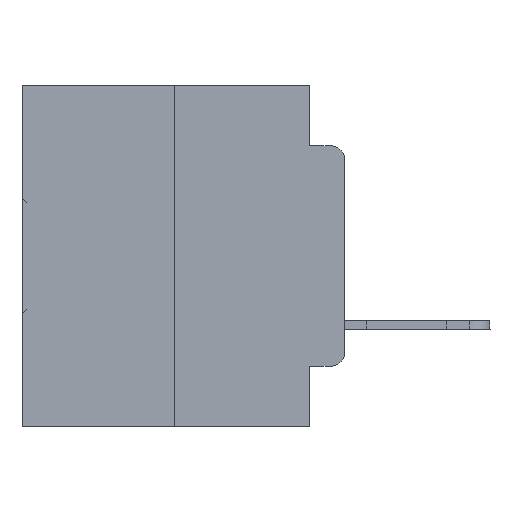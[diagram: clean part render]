
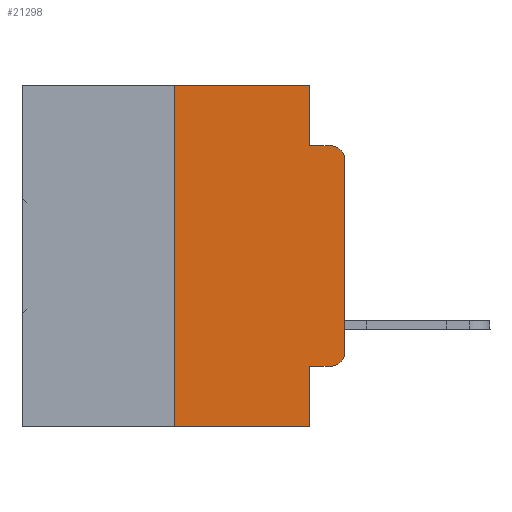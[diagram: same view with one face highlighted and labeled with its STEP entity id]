
A CAD part, left-side view. The second image highlights one B-rep face of the part: STEP entity #21298.
In plain terms, the highlighted planar face has unit normal (-1, 0, 0).
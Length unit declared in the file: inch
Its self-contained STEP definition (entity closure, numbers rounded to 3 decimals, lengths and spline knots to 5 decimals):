
#228 = CARTESIAN_POINT ( 'NONE',  ( 0., 0.051, -0.0885 ) ) ;
#375 = CARTESIAN_POINT ( 'NONE',  ( 0., 0.051, 0. ) ) ;
#1493 = ORIENTED_EDGE ( 'NONE', *, *, #19566, .F. ) ;
#1756 = CARTESIAN_POINT ( 'NONE',  ( 0., 0.02, -0.3915 ) ) ;
#1843 = CARTESIAN_POINT ( 'NONE',  ( 0., 0.051, -0.4115 ) ) ;
#2133 = VERTEX_POINT ( 'NONE', #31407 ) ;
#2153 = CARTESIAN_POINT ( 'NONE',  ( 0., 0., -0.3915 ) ) ;
#2165 = DIRECTION ( 'NONE',  ( 0., 0., 1. ) ) ;
#2228 = CIRCLE ( 'NONE', #26684, 0.02 ) ;
#2934 = LINE ( 'NONE', #375, #3236 ) ;
#3236 = VECTOR ( 'NONE', #10229, 39.37008 ) ;
#3277 = VERTEX_POINT ( 'NONE', #1843 ) ;
#3339 = EDGE_CURVE ( 'NONE', #4168, #29383, #5424, .T. ) ;
#3889 = CARTESIAN_POINT ( 'NONE',  ( 0., 0.02, -0.1085 ) ) ;
#4168 = VERTEX_POINT ( 'NONE', #20648 ) ;
#4315 = EDGE_CURVE ( 'NONE', #20184, #24534, #26100, .T. ) ;
#4346 = CARTESIAN_POINT ( 'NONE',  ( 0., 0.051, 0. ) ) ;
#5225 = VECTOR ( 'NONE', #17729, 39.37008 ) ;
#5242 = PLANE ( 'NONE',  #8907 ) ;
#5243 = EDGE_CURVE ( 'NONE', #3277, #23656, #2934, .T. ) ;
#5424 = LINE ( 'NONE', #33429, #10891 ) ;
#5579 = FACE_OUTER_BOUND ( 'NONE', #7562, .T. ) ;
#7562 = EDGE_LOOP ( 'NONE', ( #23092, #29108, #9263, #1493, #16601, #30525, #27205, #23076, #26871, #30124 ) ) ;
#7751 = AXIS2_PLACEMENT_3D ( 'NONE', #3889, #24344, #14273 ) ;
#8151 = DIRECTION ( 'NONE',  ( 0., 0., -1. ) ) ;
#8907 = AXIS2_PLACEMENT_3D ( 'NONE', #21232, #15952, #23794 ) ;
#9263 = ORIENTED_EDGE ( 'NONE', *, *, #4315, .F. ) ;
#10229 = DIRECTION ( 'NONE',  ( 0., 0., -1. ) ) ;
#10870 = LINE ( 'NONE', #31445, #21966 ) ;
#10891 = VECTOR ( 'NONE', #2165, 39.37008 ) ;
#12268 = DIRECTION ( 'NONE',  ( 0., 0., -1. ) ) ;
#13883 = CARTESIAN_POINT ( 'NONE',  ( 0., 0.473, -0.5 ) ) ;
#14004 = CARTESIAN_POINT ( 'NONE',  ( 0., 0.051, -0.4115 ) ) ;
#14273 = DIRECTION ( 'NONE',  ( 0., 0., -1. ) ) ;
#14507 = LINE ( 'NONE', #14004, #19205 ) ;
#14512 = CARTESIAN_POINT ( 'NONE',  ( 0., 0.473, 0. ) ) ;
#14852 = DIRECTION ( 'NONE',  ( -1., 0., 0. ) ) ;
#15952 = DIRECTION ( 'NONE',  ( 1., 0., 0. ) ) ;
#16601 = ORIENTED_EDGE ( 'NONE', *, *, #24643, .F. ) ;
#17729 = DIRECTION ( 'NONE',  ( 0., -1., 0. ) ) ;
#17937 = LINE ( 'NONE', #31186, #28464 ) ;
#18640 = CARTESIAN_POINT ( 'NONE',  ( 0., 0.25, 0. ) ) ;
#18806 = EDGE_CURVE ( 'NONE', #3277, #2133, #14507, .T. ) ;
#19205 = VECTOR ( 'NONE', #24744, 39.37008 ) ;
#19566 = EDGE_CURVE ( 'NONE', #26735, #20184, #10870, .T. ) ;
#19714 = CIRCLE ( 'NONE', #7751, 0.02 ) ;
#19821 = VERTEX_POINT ( 'NONE', #2153 ) ;
#19959 = VERTEX_POINT ( 'NONE', #31064 ) ;
#20184 = VERTEX_POINT ( 'NONE', #27260 ) ;
#20648 = CARTESIAN_POINT ( 'NONE',  ( 0., 0.25, -0.5 ) ) ;
#21232 = CARTESIAN_POINT ( 'NONE',  ( 0., 0.473, 0. ) ) ;
#21298 = ADVANCED_FACE ( 'NONE', ( #5579 ), #5242, .F. ) ;
#21635 = CARTESIAN_POINT ( 'NONE',  ( 0., 0.051, -0.5 ) ) ;
#21966 = VECTOR ( 'NONE', #8151, 39.37008 ) ;
#23047 = EDGE_CURVE ( 'NONE', #19821, #19959, #17937, .T. ) ;
#23076 = ORIENTED_EDGE ( 'NONE', *, *, #5243, .F. ) ;
#23092 = ORIENTED_EDGE ( 'NONE', *, *, #23047, .T. ) ;
#23656 = VERTEX_POINT ( 'NONE', #21635 ) ;
#23794 = DIRECTION ( 'NONE',  ( 0., 0., -1. ) ) ;
#24344 = DIRECTION ( 'NONE',  ( -1., 0., 0. ) ) ;
#24534 = VERTEX_POINT ( 'NONE', #24747 ) ;
#24643 = EDGE_CURVE ( 'NONE', #29383, #26735, #27925, .T. ) ;
#24744 = DIRECTION ( 'NONE',  ( 0., -1., 0. ) ) ;
#24747 = CARTESIAN_POINT ( 'NONE',  ( 0., 0.02, -0.0885 ) ) ;
#26100 = LINE ( 'NONE', #228, #32179 ) ;
#26515 = EDGE_CURVE ( 'NONE', #4168, #23656, #29183, .T. ) ;
#26684 = AXIS2_PLACEMENT_3D ( 'NONE', #1756, #14852, #12268 ) ;
#26735 = VERTEX_POINT ( 'NONE', #4346 ) ;
#26816 = DIRECTION ( 'NONE',  ( 0., -1., 0. ) ) ;
#26871 = ORIENTED_EDGE ( 'NONE', *, *, #18806, .T. ) ;
#27205 = ORIENTED_EDGE ( 'NONE', *, *, #26515, .T. ) ;
#27260 = CARTESIAN_POINT ( 'NONE',  ( 0., 0.051, -0.0885 ) ) ;
#27565 = VECTOR ( 'NONE', #26816, 39.37008 ) ;
#27925 = LINE ( 'NONE', #14512, #5225 ) ;
#28464 = VECTOR ( 'NONE', #28801, 39.37008 ) ;
#28801 = DIRECTION ( 'NONE',  ( 0., 0., 1. ) ) ;
#29108 = ORIENTED_EDGE ( 'NONE', *, *, #33487, .T. ) ;
#29183 = LINE ( 'NONE', #13883, #27565 ) ;
#29383 = VERTEX_POINT ( 'NONE', #18640 ) ;
#30124 = ORIENTED_EDGE ( 'NONE', *, *, #31453, .T. ) ;
#30525 = ORIENTED_EDGE ( 'NONE', *, *, #3339, .F. ) ;
#31064 = CARTESIAN_POINT ( 'NONE',  ( 0., 0., -0.1085 ) ) ;
#31186 = CARTESIAN_POINT ( 'NONE',  ( 0., 0., 0. ) ) ;
#31328 = DIRECTION ( 'NONE',  ( 0., -1., 0. ) ) ;
#31407 = CARTESIAN_POINT ( 'NONE',  ( 0., 0.02, -0.4115 ) ) ;
#31445 = CARTESIAN_POINT ( 'NONE',  ( 0., 0.051, 0. ) ) ;
#31453 = EDGE_CURVE ( 'NONE', #2133, #19821, #2228, .T. ) ;
#32179 = VECTOR ( 'NONE', #31328, 39.37008 ) ;
#33429 = CARTESIAN_POINT ( 'NONE',  ( 0., 0.25, 0. ) ) ;
#33487 = EDGE_CURVE ( 'NONE', #19959, #24534, #19714, .T. ) ;
